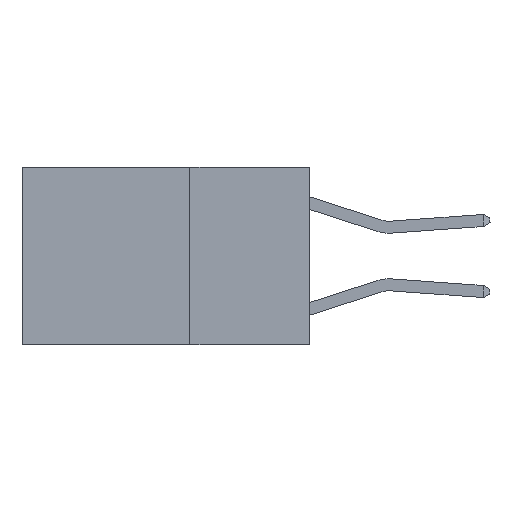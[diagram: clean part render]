
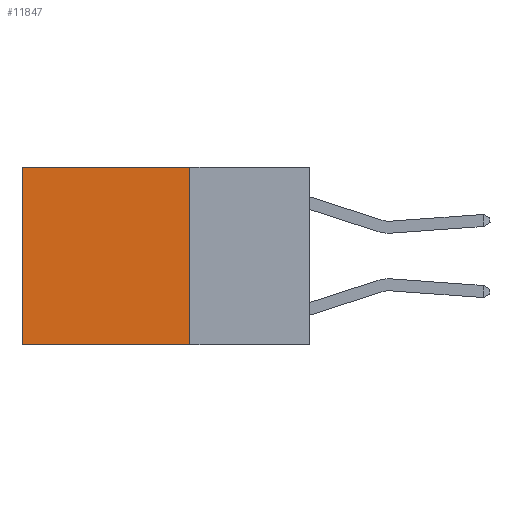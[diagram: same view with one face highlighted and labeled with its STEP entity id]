
A CAD part, left-side view. The second image highlights one B-rep face of the part: STEP entity #11847.
In plain terms, the highlighted planar face has unit normal (-1, 0, 0).
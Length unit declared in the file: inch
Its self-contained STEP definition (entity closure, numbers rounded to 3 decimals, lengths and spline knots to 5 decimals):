
#257 = CARTESIAN_POINT ( 'NONE',  ( 0.2625, 0.25, 0. ) ) ;
#393 = ORIENTED_EDGE ( 'NONE', *, *, #1159, .F. ) ;
#473 = DIRECTION ( 'NONE',  ( 0., 0., -1. ) ) ;
#1150 = DIRECTION ( 'NONE',  ( 0., 0., -1. ) ) ;
#1159 = EDGE_CURVE ( 'NONE', #10252, #2370, #16157, .T. ) ;
#1241 = VECTOR ( 'NONE', #13303, 39.37008 ) ;
#1898 = CARTESIAN_POINT ( 'NONE',  ( 0.2625, 0.6, 0. ) ) ;
#2370 = VERTEX_POINT ( 'NONE', #7144 ) ;
#2654 = CARTESIAN_POINT ( 'NONE',  ( 0.2625, 0.25, 0. ) ) ;
#2880 = CARTESIAN_POINT ( 'NONE',  ( 0.2625, 0.25, 0. ) ) ;
#3848 = DIRECTION ( 'NONE',  ( 1., 0., 0. ) ) ;
#5083 = AXIS2_PLACEMENT_3D ( 'NONE', #5261, #3848, #9690 ) ;
#5261 = CARTESIAN_POINT ( 'NONE',  ( 0.2625, 0.25, 0. ) ) ;
#7131 = VERTEX_POINT ( 'NONE', #257 ) ;
#7144 = CARTESIAN_POINT ( 'NONE',  ( 0.2625, 0.6, -0.37 ) ) ;
#7856 = VECTOR ( 'NONE', #473, 39.37008 ) ;
#8553 = EDGE_CURVE ( 'NONE', #10256, #2370, #10315, .T. ) ;
#9690 = DIRECTION ( 'NONE',  ( 0., 0., -1. ) ) ;
#10070 = LINE ( 'NONE', #2880, #17777 ) ;
#10138 = LINE ( 'NONE', #2654, #16226 ) ;
#10252 = VERTEX_POINT ( 'NONE', #17725 ) ;
#10256 = VERTEX_POINT ( 'NONE', #13201 ) ;
#10315 = LINE ( 'NONE', #1898, #7856 ) ;
#11847 = ADVANCED_FACE ( 'NONE', ( #12447 ), #14121, .F. ) ;
#12447 = FACE_OUTER_BOUND ( 'NONE', #17602, .T. ) ;
#12782 = EDGE_CURVE ( 'NONE', #7131, #10252, #10138, .T. ) ;
#13201 = CARTESIAN_POINT ( 'NONE',  ( 0.2625, 0.6, 0. ) ) ;
#13303 = DIRECTION ( 'NONE',  ( 0., 1., 0. ) ) ;
#13339 = ORIENTED_EDGE ( 'NONE', *, *, #14775, .T. ) ;
#13409 = ORIENTED_EDGE ( 'NONE', *, *, #8553, .T. ) ;
#14121 = PLANE ( 'NONE',  #5083 ) ;
#14503 = DIRECTION ( 'NONE',  ( 0., 1., 0. ) ) ;
#14736 = CARTESIAN_POINT ( 'NONE',  ( 0.2625, 0.25, -0.37 ) ) ;
#14775 = EDGE_CURVE ( 'NONE', #7131, #10256, #10070, .T. ) ;
#16157 = LINE ( 'NONE', #14736, #1241 ) ;
#16226 = VECTOR ( 'NONE', #1150, 39.37008 ) ;
#16992 = ORIENTED_EDGE ( 'NONE', *, *, #12782, .F. ) ;
#17602 = EDGE_LOOP ( 'NONE', ( #13409, #393, #16992, #13339 ) ) ;
#17725 = CARTESIAN_POINT ( 'NONE',  ( 0.2625, 0.25, -0.37 ) ) ;
#17777 = VECTOR ( 'NONE', #14503, 39.37008 ) ;
